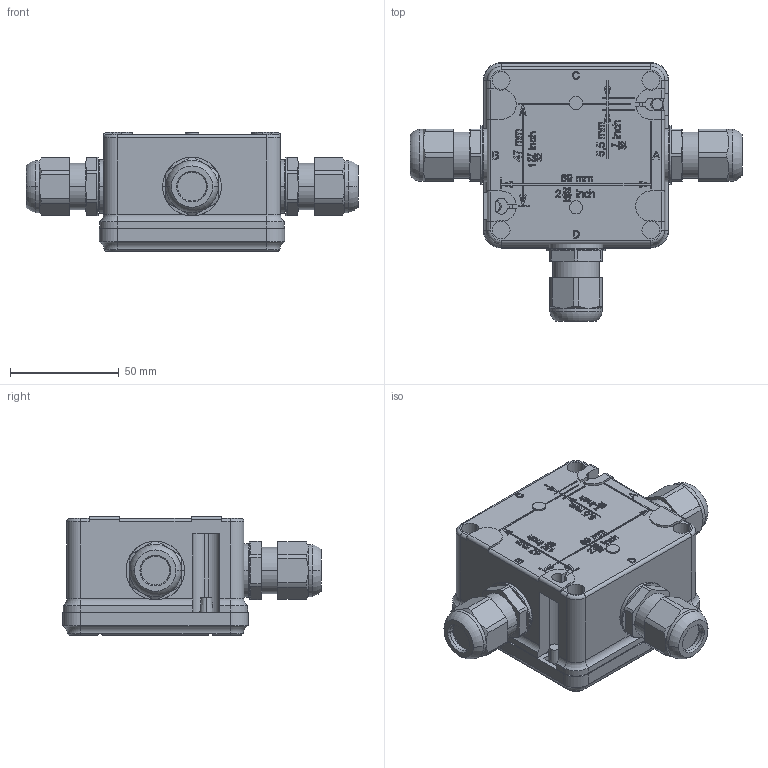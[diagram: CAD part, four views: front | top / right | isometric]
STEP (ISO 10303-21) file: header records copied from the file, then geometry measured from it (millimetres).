
FILE_DESCRIPTION (( 'STEP AP203' ), '1' );
FILE_NAME ('8118-_1_-401.STEP', '2014-03-20T11:04:01', ( 'Admin' ), ( 'R. STAHL AG' ), 'SwSTEP 2.0', 'SolidWorks 2013', '' );
FILE_SCHEMA (( 'CONFIG_CONTROL_DESIGN' ));
Length unit declared in the file: millimetre
Products named in the file (12): 81_610_77_01_0_Hutmutter_Vereinfacht; 8118-_1_-401; Staubschutzkappe_M20; 81_189_01_05_0_Ohne Text; 81_189_61_04_0; 509_626_0; Anschlussgewindedichtung_M20; 81_610_77_01_0_Stutzen_Vereinfacht; 80_409_01_50_0; 81_610_77_01_0_Vereinfacht; 81_610_77_01_0_Dichtung
Assembly tree (19 placements, depth 3):
  8118-_1_-401
    81_189_61_04_0
      81_189_61_04_0
      80_409_01_50_0  x4
    81_189_01_05_0_Ohne Text
    509_626_0  x4
    81_610_77_01_0_Vereinfacht  x3
      81_610_77_01_0_Stutzen_Vereinfacht
      81_610_77_01_0_Dichtung
      81_610_77_01_0_Hutmutter_Vereinfacht
      Anschlussgewindedichtung_M20
      Staubschutzkappe_M20
Bounding box: 152.97 x 119.19 x 55 mm (x, y, z)
Volume: 153547.5 mm3; surface area: 102728 mm2
Topology: 25 solids, 25 shells, 3049 faces, 8072 edges, 5241 vertices
Faces by surface type: plane 1720, cylinder 567, bspline 431, cone 235, torus 88, sphere 8
Entity records: 96783 total; most frequent: CARTESIAN_POINT 41989, ORIENTED_EDGE 12264, DIRECTION 9099, EDGE_CURVE 6132, VERTEX_POINT 3994, LINE 3747, VECTOR 3747, AXIS2_PLACEMENT_3D 2676
